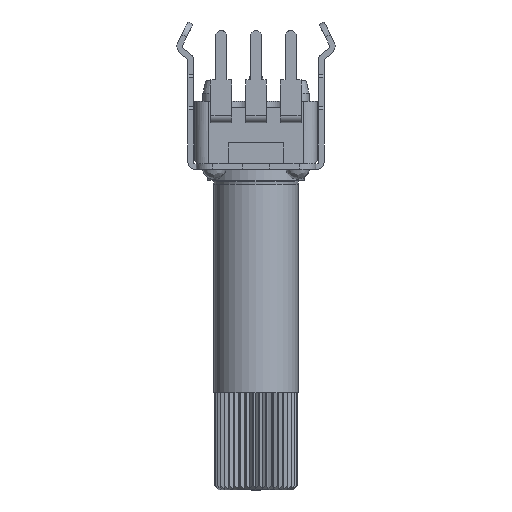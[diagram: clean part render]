
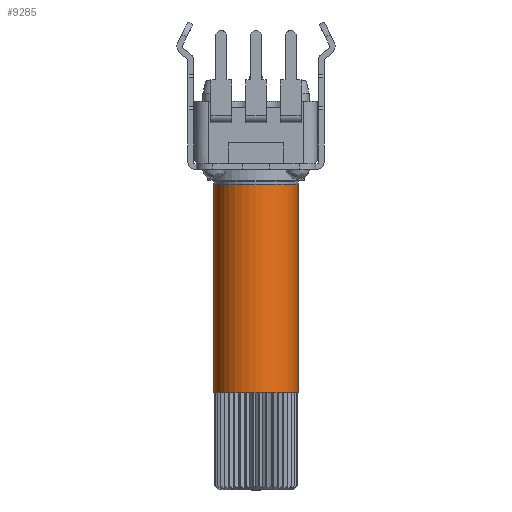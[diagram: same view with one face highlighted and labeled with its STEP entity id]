
A CAD part, front view. The second image highlights one B-rep face of the part: STEP entity #9285.
In plain terms, the highlighted cylindrical face has radius 3.025 mm (diameter 6.05 mm), a partial arc.
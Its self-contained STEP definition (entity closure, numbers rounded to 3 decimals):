
#247 = EDGE_LOOP ( 'NONE', ( #4202, #15397, #6627, #7879 ) ) ;
#737 = CARTESIAN_POINT ( 'NONE',  ( -3.025, 0., -16.5 ) ) ;
#926 = DIRECTION ( 'NONE',  ( 0., 0., 1. ) ) ;
#1332 = VERTEX_POINT ( 'NONE', #737 ) ;
#1537 = DIRECTION ( 'NONE',  ( 0., 0., -1. ) ) ;
#2398 = DIRECTION ( 'NONE',  ( 0., 0., -1. ) ) ;
#3520 = DIRECTION ( 'NONE',  ( -1., 0., 0. ) ) ;
#4103 = AXIS2_PLACEMENT_3D ( 'NONE', #8785, #926, #6181 ) ;
#4125 = VERTEX_POINT ( 'NONE', #15522 ) ;
#4173 = CARTESIAN_POINT ( 'NONE',  ( 0., 0., 6.41 ) ) ;
#4202 = ORIENTED_EDGE ( 'NONE', *, *, #15571, .F. ) ;
#4685 = AXIS2_PLACEMENT_3D ( 'NONE', #4173, #1537, #12243 ) ;
#5373 = VERTEX_POINT ( 'NONE', #12029 ) ;
#5719 = CIRCLE ( 'NONE', #7671, 3.025 ) ;
#6181 = DIRECTION ( 'NONE',  ( -1., 0., 0. ) ) ;
#6298 = DIRECTION ( 'NONE',  ( 0., 0., -1. ) ) ;
#6627 = ORIENTED_EDGE ( 'NONE', *, *, #16801, .T. ) ;
#7341 = EDGE_CURVE ( 'NONE', #1332, #4125, #9024, .T. ) ;
#7671 = AXIS2_PLACEMENT_3D ( 'NONE', #10298, #2398, #3520 ) ;
#7710 = EDGE_CURVE ( 'NONE', #5373, #9554, #5719, .T. ) ;
#7879 = ORIENTED_EDGE ( 'NONE', *, *, #7341, .T. ) ;
#8785 = CARTESIAN_POINT ( 'NONE',  ( 0., 0., -16.5 ) ) ;
#9024 = CIRCLE ( 'NONE', #4103, 3.025 ) ;
#9285 = ADVANCED_FACE ( 'NONE', ( #9477 ), #14797, .T. ) ;
#9477 = FACE_OUTER_BOUND ( 'NONE', #247, .T. ) ;
#9554 = VERTEX_POINT ( 'NONE', #12724 ) ;
#10298 = CARTESIAN_POINT ( 'NONE',  ( 0., 0., -1.5 ) ) ;
#11618 = LINE ( 'NONE', #15281, #13077 ) ;
#12029 = CARTESIAN_POINT ( 'NONE',  ( 3.025, 0., -1.5 ) ) ;
#12243 = DIRECTION ( 'NONE',  ( -1., 0., 0. ) ) ;
#12724 = CARTESIAN_POINT ( 'NONE',  ( -3.025, 0., -1.5 ) ) ;
#13077 = VECTOR ( 'NONE', #16557, 1000. ) ;
#14130 = CARTESIAN_POINT ( 'NONE',  ( -3.025, 0., 6.41 ) ) ;
#14600 = VECTOR ( 'NONE', #6298, 1000. ) ;
#14797 = CYLINDRICAL_SURFACE ( 'NONE', #4685, 3.025 ) ;
#15281 = CARTESIAN_POINT ( 'NONE',  ( 3.025, 0., 6.41 ) ) ;
#15397 = ORIENTED_EDGE ( 'NONE', *, *, #7710, .T. ) ;
#15522 = CARTESIAN_POINT ( 'NONE',  ( 3.025, 0., -16.5 ) ) ;
#15571 = EDGE_CURVE ( 'NONE', #5373, #4125, #11618, .T. ) ;
#15576 = LINE ( 'NONE', #14130, #14600 ) ;
#16557 = DIRECTION ( 'NONE',  ( 0., 0., -1. ) ) ;
#16801 = EDGE_CURVE ( 'NONE', #9554, #1332, #15576, .T. ) ;
